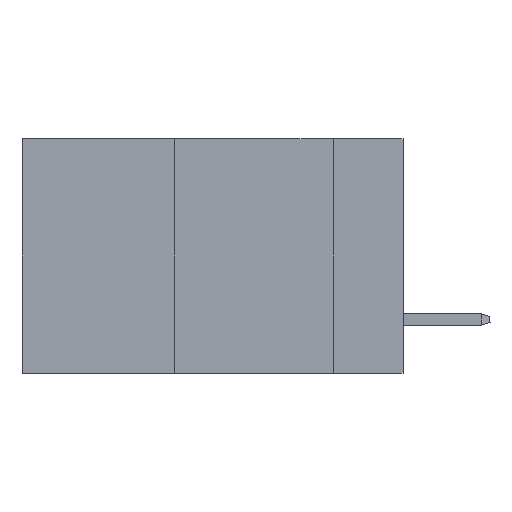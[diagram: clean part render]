
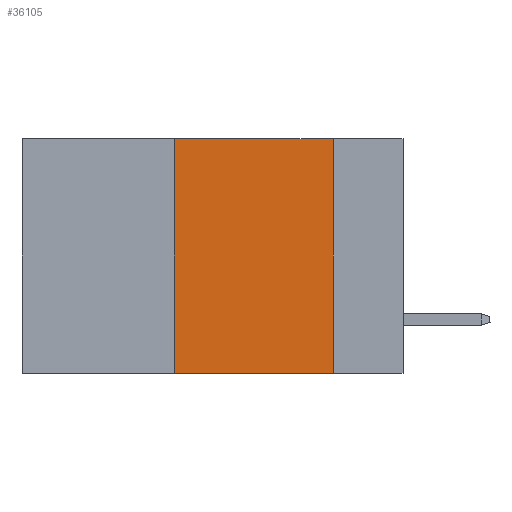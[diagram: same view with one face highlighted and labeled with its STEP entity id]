
A CAD part, left-side view. The second image highlights one B-rep face of the part: STEP entity #36105.
In plain terms, the highlighted planar face has unit normal (-1, 0, 0).
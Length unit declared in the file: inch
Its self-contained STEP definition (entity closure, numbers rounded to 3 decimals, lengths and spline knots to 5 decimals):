
#176 = LINE ( 'NONE', #8462, #16105 ) ;
#784 = PLANE ( 'NONE',  #43154 ) ;
#978 = VECTOR ( 'NONE', #2983, 39.37008 ) ;
#2019 = CARTESIAN_POINT ( 'NONE',  ( 0., 0.6, 0. ) ) ;
#2677 = VERTEX_POINT ( 'NONE', #4965 ) ;
#2983 = DIRECTION ( 'NONE',  ( 0., -1., 0. ) ) ;
#3380 = ORIENTED_EDGE ( 'NONE', *, *, #45753, .T. ) ;
#4054 = EDGE_LOOP ( 'NONE', ( #15522, #12987, #33727, #3380 ) ) ;
#4965 = CARTESIAN_POINT ( 'NONE',  ( 0., 0.11, 0. ) ) ;
#7125 = CARTESIAN_POINT ( 'NONE',  ( 0., 0.11, -0.37 ) ) ;
#8405 = VERTEX_POINT ( 'NONE', #7125 ) ;
#8462 = CARTESIAN_POINT ( 'NONE',  ( 0., 0.11, 0. ) ) ;
#10045 = DIRECTION ( 'NONE',  ( 0., 0., 1. ) ) ;
#10792 = LINE ( 'NONE', #41255, #978 ) ;
#12987 = ORIENTED_EDGE ( 'NONE', *, *, #38817, .F. ) ;
#13834 = CARTESIAN_POINT ( 'NONE',  ( 0., 0.36, 0. ) ) ;
#15522 = ORIENTED_EDGE ( 'NONE', *, *, #15750, .F. ) ;
#15750 = EDGE_CURVE ( 'NONE', #2677, #8405, #176, .T. ) ;
#16105 = VECTOR ( 'NONE', #23828, 39.37008 ) ;
#17594 = LINE ( 'NONE', #13834, #21220 ) ;
#20957 = VERTEX_POINT ( 'NONE', #21843 ) ;
#21220 = VECTOR ( 'NONE', #10045, 39.37008 ) ;
#21843 = CARTESIAN_POINT ( 'NONE',  ( 0., 0.36, -0.37 ) ) ;
#23828 = DIRECTION ( 'NONE',  ( 0., 0., -1. ) ) ;
#25509 = LINE ( 'NONE', #30036, #35961 ) ;
#30036 = CARTESIAN_POINT ( 'NONE',  ( 0., 0.6, 0. ) ) ;
#33086 = CARTESIAN_POINT ( 'NONE',  ( 0., 0.36, 0. ) ) ;
#33260 = EDGE_CURVE ( 'NONE', #20957, #42389, #17594, .T. ) ;
#33578 = DIRECTION ( 'NONE',  ( 0., -1., 0. ) ) ;
#33727 = ORIENTED_EDGE ( 'NONE', *, *, #33260, .F. ) ;
#35283 = FACE_OUTER_BOUND ( 'NONE', #4054, .T. ) ;
#35961 = VECTOR ( 'NONE', #33578, 39.37008 ) ;
#36105 = ADVANCED_FACE ( 'NONE', ( #35283 ), #784, .F. ) ;
#38817 = EDGE_CURVE ( 'NONE', #42389, #2677, #25509, .T. ) ;
#41255 = CARTESIAN_POINT ( 'NONE',  ( 0., 0.6, -0.37 ) ) ;
#42389 = VERTEX_POINT ( 'NONE', #33086 ) ;
#43154 = AXIS2_PLACEMENT_3D ( 'NONE', #2019, #48346, #47352 ) ;
#45753 = EDGE_CURVE ( 'NONE', #20957, #8405, #10792, .T. ) ;
#47352 = DIRECTION ( 'NONE',  ( 0., 0., -1. ) ) ;
#48346 = DIRECTION ( 'NONE',  ( 1., 0., 0. ) ) ;
